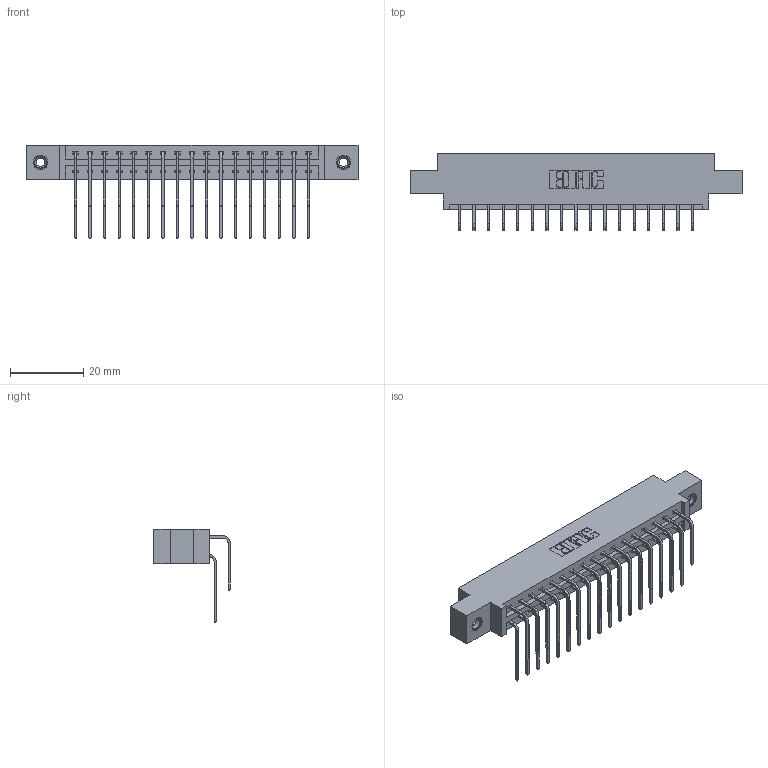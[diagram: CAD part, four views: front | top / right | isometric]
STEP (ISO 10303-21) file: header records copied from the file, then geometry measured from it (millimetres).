
FILE_DESCRIPTION (( 'STEP AP203' ), '1' );
FILE_NAME ('387-034-559-808.STEP', '2018-09-18T21:43:32', ( '' ), ( '' ), 'SwSTEP 2.0', 'SolidWorks 2016', '' );
FILE_SCHEMA (( 'CONFIG_CONTROL_DESIGN' ));
Length unit declared in the file: inch
Products named in the file (5): 337 Part_0.170 Offset - 0.156 Dia-TI; 345-292-001_558 559 Tail - 1; 345-292-001_559 Tail - 2; 345-250-001_345-250-003-102; 387-034-559-808
Assembly tree (37 placements, depth 2):
  387-034-559-808
    337 Part_0.170 Offset - 0.156 Dia-TI
    345-292-001_558 559 Tail - 1  x17
    345-292-001_559 Tail - 2  x17
    345-250-001_345-250-003-102  x2
Bounding box: 90.37 x 20.9 x 25.53 mm (x, y, z)
Volume: 9263.6 mm3; surface area: 11346.3 mm2
Topology: 37 solids, 37 shells, 2082 faces, 6137 edges, 4038 vertices
Faces by surface type: plane 1466, cylinder 600, cone 12, torus 4
Entity records: 19516 total; most frequent: CARTESIAN_POINT 3336, ORIENTED_EDGE 3214, DIRECTION 2897, EDGE_CURVE 1607, VECTOR 1419, LINE 1419, VERTEX_POINT 1064, AXIS2_PLACEMENT_3D 739
